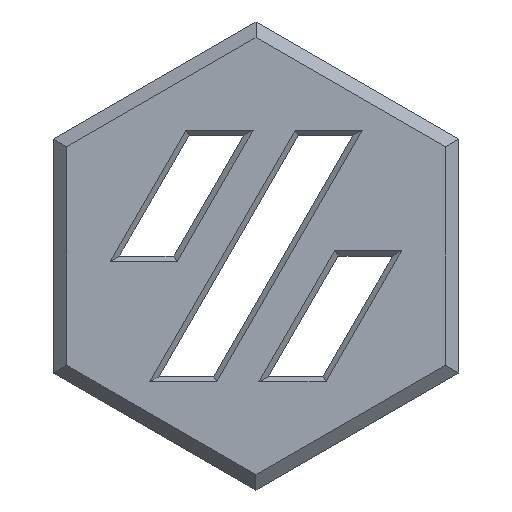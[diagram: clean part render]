
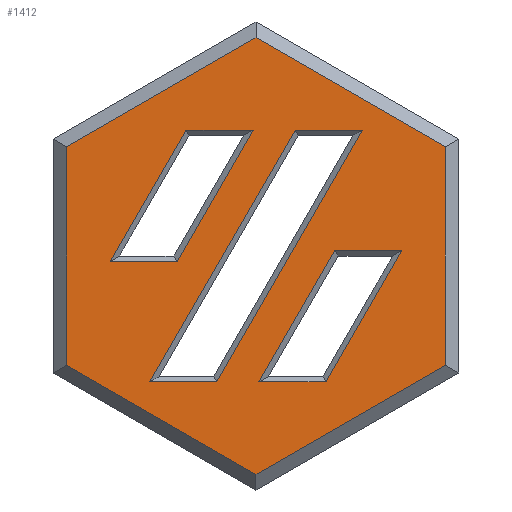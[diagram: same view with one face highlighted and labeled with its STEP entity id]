
A CAD part, front view. The second image highlights one B-rep face of the part: STEP entity #1412.
In plain terms, the highlighted planar face has unit normal (0, -1, 0).
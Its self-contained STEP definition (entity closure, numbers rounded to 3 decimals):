
#147=ORIENTED_EDGE('',*,*,#519,.T.);
#148=ORIENTED_EDGE('',*,*,#520,.T.);
#149=ORIENTED_EDGE('',*,*,#521,.T.);
#150=ORIENTED_EDGE('',*,*,#522,.T.);
#151=ORIENTED_EDGE('',*,*,#523,.T.);
#152=ORIENTED_EDGE('',*,*,#524,.T.);
#153=ORIENTED_EDGE('',*,*,#525,.T.);
#154=ORIENTED_EDGE('',*,*,#526,.T.);
#155=ORIENTED_EDGE('',*,*,#527,.T.);
#156=ORIENTED_EDGE('',*,*,#528,.T.);
#157=ORIENTED_EDGE('',*,*,#529,.T.);
#158=ORIENTED_EDGE('',*,*,#530,.T.);
#159=ORIENTED_EDGE('',*,*,#531,.T.);
#160=ORIENTED_EDGE('',*,*,#532,.T.);
#161=ORIENTED_EDGE('',*,*,#533,.T.);
#162=ORIENTED_EDGE('',*,*,#534,.T.);
#163=ORIENTED_EDGE('',*,*,#535,.T.);
#164=ORIENTED_EDGE('',*,*,#536,.T.);
#519=EDGE_CURVE('',#695,#696,#843,.F.);
#520=EDGE_CURVE('',#696,#697,#844,.F.);
#521=EDGE_CURVE('',#697,#698,#845,.F.);
#522=EDGE_CURVE('',#698,#695,#846,.F.);
#523=EDGE_CURVE('',#699,#700,#847,.F.);
#524=EDGE_CURVE('',#700,#701,#848,.F.);
#525=EDGE_CURVE('',#701,#702,#849,.F.);
#526=EDGE_CURVE('',#702,#699,#850,.F.);
#527=EDGE_CURVE('',#703,#704,#851,.T.);
#528=EDGE_CURVE('',#704,#705,#852,.T.);
#529=EDGE_CURVE('',#705,#706,#853,.T.);
#530=EDGE_CURVE('',#706,#703,#854,.T.);
#531=EDGE_CURVE('',#707,#708,#855,.F.);
#532=EDGE_CURVE('',#708,#709,#856,.F.);
#533=EDGE_CURVE('',#709,#710,#857,.F.);
#534=EDGE_CURVE('',#710,#711,#858,.F.);
#535=EDGE_CURVE('',#711,#712,#859,.F.);
#536=EDGE_CURVE('',#712,#707,#860,.F.);
#695=VERTEX_POINT('',#2117);
#696=VERTEX_POINT('',#2118);
#697=VERTEX_POINT('',#2120);
#698=VERTEX_POINT('',#2122);
#699=VERTEX_POINT('',#2125);
#700=VERTEX_POINT('',#2126);
#701=VERTEX_POINT('',#2128);
#702=VERTEX_POINT('',#2130);
#703=VERTEX_POINT('',#2133);
#704=VERTEX_POINT('',#2134);
#705=VERTEX_POINT('',#2136);
#706=VERTEX_POINT('',#2138);
#707=VERTEX_POINT('',#2141);
#708=VERTEX_POINT('',#2142);
#709=VERTEX_POINT('',#2144);
#710=VERTEX_POINT('',#2146);
#711=VERTEX_POINT('',#2148);
#712=VERTEX_POINT('',#2150);
#843=LINE('',#2116,#1039);
#844=LINE('',#2119,#1040);
#845=LINE('',#2121,#1041);
#846=LINE('',#2123,#1042);
#847=LINE('',#2124,#1043);
#848=LINE('',#2127,#1044);
#849=LINE('',#2129,#1045);
#850=LINE('',#2131,#1046);
#851=LINE('',#2132,#1047);
#852=LINE('',#2135,#1048);
#853=LINE('',#2137,#1049);
#854=LINE('',#2139,#1050);
#855=LINE('',#2140,#1051);
#856=LINE('',#2143,#1052);
#857=LINE('',#2145,#1053);
#858=LINE('',#2147,#1054);
#859=LINE('',#2149,#1055);
#860=LINE('',#2151,#1056);
#1039=VECTOR('',#1709,1000.);
#1040=VECTOR('',#1710,1000.);
#1041=VECTOR('',#1711,1000.);
#1042=VECTOR('',#1712,1000.);
#1043=VECTOR('',#1713,1000.);
#1044=VECTOR('',#1714,1000.);
#1045=VECTOR('',#1715,1000.);
#1046=VECTOR('',#1716,1000.);
#1047=VECTOR('',#1717,1000.);
#1048=VECTOR('',#1718,1000.);
#1049=VECTOR('',#1719,1000.);
#1050=VECTOR('',#1720,1000.);
#1051=VECTOR('',#1721,1000.);
#1052=VECTOR('',#1722,1000.);
#1053=VECTOR('',#1723,1000.);
#1054=VECTOR('',#1724,1000.);
#1055=VECTOR('',#1725,1000.);
#1056=VECTOR('',#1726,1000.);
#1161=EDGE_LOOP('',(#147,#148,#149,#150));
#1162=EDGE_LOOP('',(#151,#152,#153,#154));
#1163=EDGE_LOOP('',(#155,#156,#157,#158));
#1164=EDGE_LOOP('',(#159,#160,#161,#162,#163,#164));
#1248=FACE_BOUND('',#1161,.T.);
#1249=FACE_BOUND('',#1162,.T.);
#1250=FACE_BOUND('',#1163,.T.);
#1251=FACE_BOUND('',#1164,.T.);
#1335=PLANE('',#1502);
#1412=ADVANCED_FACE('',(#1248,#1249,#1250,#1251),#1335,.F.);
#1502=AXIS2_PLACEMENT_3D('',#2115,#1707,#1708);
#1707=DIRECTION('',(0.,1.,0.));
#1708=DIRECTION('',(0.,0.,1.));
#1709=DIRECTION('',(1.,0.,0.));
#1710=DIRECTION('',(-0.5,0.,-0.866));
#1711=DIRECTION('',(-1.,0.,0.));
#1712=DIRECTION('',(0.5,0.,0.866));
#1713=DIRECTION('',(-1.,0.,0.));
#1714=DIRECTION('',(0.5,0.,0.866));
#1715=DIRECTION('',(1.,0.,0.));
#1716=DIRECTION('',(-0.5,0.,-0.866));
#1717=DIRECTION('',(-0.5,0.,-0.866));
#1718=DIRECTION('',(-1.,0.,0.));
#1719=DIRECTION('',(0.5,0.,0.866));
#1720=DIRECTION('',(1.,0.,0.));
#1721=DIRECTION('',(0.866,0.,-0.5));
#1722=DIRECTION('',(0.866,0.,0.5));
#1723=DIRECTION('',(0.,0.,1.));
#1724=DIRECTION('',(-0.866,0.,0.5));
#1725=DIRECTION('',(-0.866,0.,-0.5));
#1726=DIRECTION('',(0.,0.,-1.));
#2115=CARTESIAN_POINT('',(299.1,0.,256.462));
#2116=CARTESIAN_POINT('',(14.66,0.,-1.24));
#2117=CARTESIAN_POINT('',(18.933,0.,-1.24));
#2118=CARTESIAN_POINT('',(13.968,0.,-1.24));
#2119=CARTESIAN_POINT('',(19.466,0.,8.283));
#2120=CARTESIAN_POINT('',(19.581,0.,8.483));
#2121=CARTESIAN_POINT('',(23.854,0.,8.483));
#2122=CARTESIAN_POINT('',(24.546,0.,8.483));
#2123=CARTESIAN_POINT('',(19.048,0.,-1.04));
#2124=CARTESIAN_POINT('',(16.881,0.,17.406));
#2125=CARTESIAN_POINT('',(16.65,0.,17.406));
#2126=CARTESIAN_POINT('',(21.615,0.,17.406));
#2127=CARTESIAN_POINT('',(10.965,0.,-1.04));
#2128=CARTESIAN_POINT('',(10.85,0.,-1.24));
#2129=CARTESIAN_POINT('',(6.578,0.,-1.24));
#2130=CARTESIAN_POINT('',(5.885,0.,-1.24));
#2131=CARTESIAN_POINT('',(11.383,0.,8.283));
#2132=CARTESIAN_POINT('',(188.439,0.,320.352));
#2133=CARTESIAN_POINT('',(13.532,0.,17.406));
#2134=CARTESIAN_POINT('',(7.919,0.,7.683));
#2135=CARTESIAN_POINT('',(299.1,0.,7.683));
#2136=CARTESIAN_POINT('',(2.953,0.,7.683));
#2137=CARTESIAN_POINT('',(184.715,0.,322.502));
#2138=CARTESIAN_POINT('',(8.567,0.,17.406));
#2139=CARTESIAN_POINT('',(299.1,0.,17.406));
#2140=CARTESIAN_POINT('',(127.211,0.,-41.258));
#2141=CARTESIAN_POINT('',(27.75,0.,16.166));
#2142=CARTESIAN_POINT('',(13.75,0.,24.249));
#2143=CARTESIAN_POINT('',(328.314,0.,205.862));
#2144=CARTESIAN_POINT('',(-0.25,0.,16.166));
#2145=CARTESIAN_POINT('',(-0.25,0.,256.462));
#2146=CARTESIAN_POINT('',(-0.25,0.,0.));
#2147=CARTESIAN_POINT('',(113.211,0.,-65.507));
#2148=CARTESIAN_POINT('',(13.75,0.,-8.083));
#2149=CARTESIAN_POINT('',(342.314,0.,181.613));
#2150=CARTESIAN_POINT('',(27.75,0.,0.));
#2151=CARTESIAN_POINT('',(27.75,0.,256.462));
